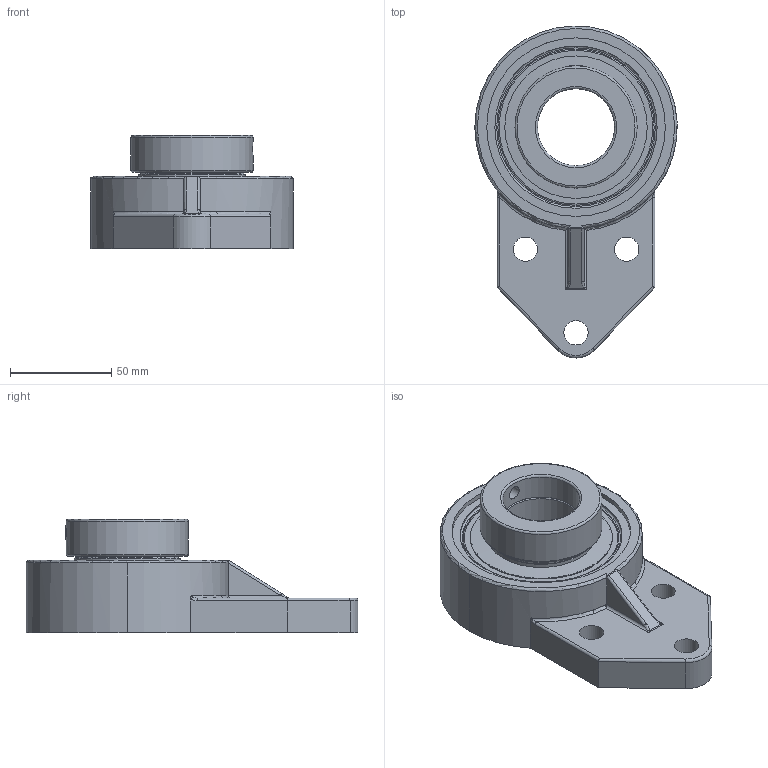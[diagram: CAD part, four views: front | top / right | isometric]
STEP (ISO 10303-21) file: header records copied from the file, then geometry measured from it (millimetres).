
FILE_DESCRIPTION(('HOOPS Exchange Step'),'2;1');
FILE_NAME('export-7EA37987-7B0C-425B-8657-FC7F9C3307E8.stp','2020-05-20T13:05:03-07:00',('dkerr'),('Alibre'),'HOOPS Exchange 2020.0','Alibre','Unknown authorisation');
FILE_SCHEMA( ('AP242_MANAGED_MODEL_BASED_3D_ENGINEERING_MIM_LF {1 0 10303 442 1 1 4 }') );
Length unit declared in the file: inch
Products named in the file (8): MRN SFBM 208 L4L; SNC 208 (Ball Bearing); SNC 208-24 L4L (1.500inch) (Race); SNC 208-24 (Collar); SNC 208 (Shield); SNC 208 (Setscrew); MRN SNC 208-24 L4L (1.500inch); MRN SNCSFBM 208-24 L4L (1.500inch)
Assembly tree (8 placements, depth 3):
  MRN SNCSFBM 208-24 L4L (1.500inch)
    MRN SFBM 208 L4L
    MRN SNC 208-24 L4L (1.500inch)
      SNC 208 (Ball Bearing)
      SNC 208-24 L4L (1.500inch) (Race)
      SNC 208-24 (Collar)
      SNC 208 (Shield)  x2
      SNC 208 (Setscrew)
Bounding box: 99.99 x 164 x 55.89 mm (x, y, z)
Volume: 261540.1 mm3; surface area: 85756.8 mm2
Topology: 16 solids, 16 shells, 149 faces, 401 edges, 261 vertices
Faces by surface type: cylinder 51, plane 41, torus 21, sphere 16, bspline 10, cone 10
Full cylindrical faces by diameter (mm): 6.782 x3, 12 x3, 38.1 x2, 48.768 x2, 52.387 x4, 53.149 x2, 60.3 x1, 67.035 x2, 70.358 x2, 80.195 x1, 84.195 x1, 88.22 x1
Entity records: 7546 total; most frequent: CARTESIAN_POINT 3765, DIRECTION 805, ORIENTED_EDGE 708, EDGE_CURVE 354, AXIS2_PLACEMENT_3D 349, VERTEX_POINT 247, CIRCLE 183, EDGE_LOOP 165
